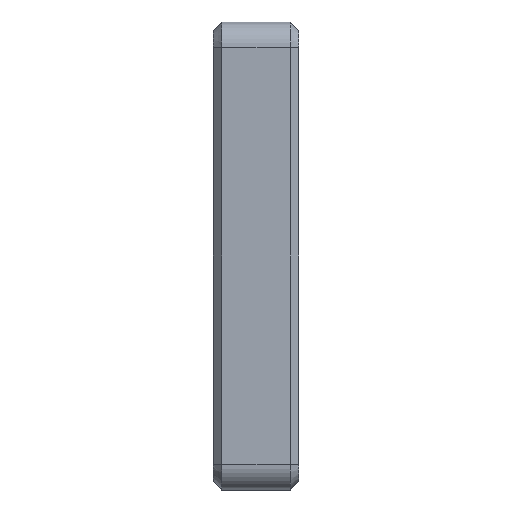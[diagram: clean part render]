
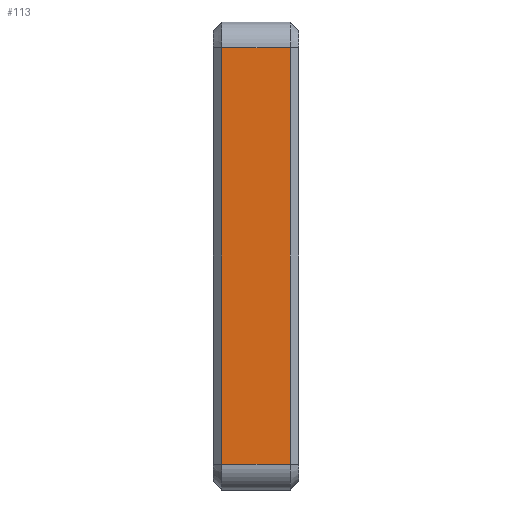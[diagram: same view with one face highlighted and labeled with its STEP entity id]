
A CAD part, left-side view. The second image highlights one B-rep face of the part: STEP entity #113.
In plain terms, the highlighted planar face has unit normal (-1, 0, 0).
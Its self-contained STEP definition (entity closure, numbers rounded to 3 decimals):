
#28 = VECTOR ( 'NONE', #261, 1000. ) ;
#49 = VERTEX_POINT ( 'NONE', #105 ) ;
#105 = CARTESIAN_POINT ( 'NONE',  ( -37.5, 1., 24.5 ) ) ;
#111 = FACE_OUTER_BOUND ( 'NONE', #653, .T. ) ;
#113 = ADVANCED_FACE ( 'NONE', ( #111 ), #1169, .F. ) ;
#152 = VERTEX_POINT ( 'NONE', #1254 ) ;
#184 = ORIENTED_EDGE ( 'NONE', *, *, #1039, .T. ) ;
#198 = LINE ( 'NONE', #391, #914 ) ;
#236 = LINE ( 'NONE', #974, #28 ) ;
#249 = AXIS2_PLACEMENT_3D ( 'NONE', #941, #744, #1072 ) ;
#261 = DIRECTION ( 'NONE',  ( 0., 0., 1. ) ) ;
#275 = VECTOR ( 'NONE', #1113, 1000. ) ;
#337 = DIRECTION ( 'NONE',  ( 0., 1., 0. ) ) ;
#363 = LINE ( 'NONE', #986, #275 ) ;
#391 = CARTESIAN_POINT ( 'NONE',  ( -37.5, 10., -24.5 ) ) ;
#479 = ORIENTED_EDGE ( 'NONE', *, *, #1071, .T. ) ;
#541 = CARTESIAN_POINT ( 'NONE',  ( -37.5, 10., 24.5 ) ) ;
#542 = ORIENTED_EDGE ( 'NONE', *, *, #729, .T. ) ;
#614 = EDGE_CURVE ( 'NONE', #152, #1344, #363, .T. ) ;
#637 = CARTESIAN_POINT ( 'NONE',  ( -37.5, 9., -24.5 ) ) ;
#653 = EDGE_LOOP ( 'NONE', ( #184, #1141, #542, #479 ) ) ;
#683 = VERTEX_POINT ( 'NONE', #1089 ) ;
#729 = EDGE_CURVE ( 'NONE', #1344, #683, #198, .T. ) ;
#744 = DIRECTION ( 'NONE',  ( 1., 0., 0. ) ) ;
#760 = LINE ( 'NONE', #541, #1353 ) ;
#914 = VECTOR ( 'NONE', #1239, 1000. ) ;
#941 = CARTESIAN_POINT ( 'NONE',  ( -37.5, 10., 27.5 ) ) ;
#974 = CARTESIAN_POINT ( 'NONE',  ( -37.5, 1., 24.5 ) ) ;
#986 = CARTESIAN_POINT ( 'NONE',  ( -37.5, 9., 27.5 ) ) ;
#1039 = EDGE_CURVE ( 'NONE', #49, #152, #760, .T. ) ;
#1071 = EDGE_CURVE ( 'NONE', #683, #49, #236, .T. ) ;
#1072 = DIRECTION ( 'NONE',  ( 0., 0., -1. ) ) ;
#1089 = CARTESIAN_POINT ( 'NONE',  ( -37.5, 1., -24.5 ) ) ;
#1113 = DIRECTION ( 'NONE',  ( 0., 0., -1. ) ) ;
#1141 = ORIENTED_EDGE ( 'NONE', *, *, #614, .T. ) ;
#1169 = PLANE ( 'NONE',  #249 ) ;
#1239 = DIRECTION ( 'NONE',  ( 0., -1., 0. ) ) ;
#1254 = CARTESIAN_POINT ( 'NONE',  ( -37.5, 9., 24.5 ) ) ;
#1344 = VERTEX_POINT ( 'NONE', #637 ) ;
#1353 = VECTOR ( 'NONE', #337, 1000. ) ;
